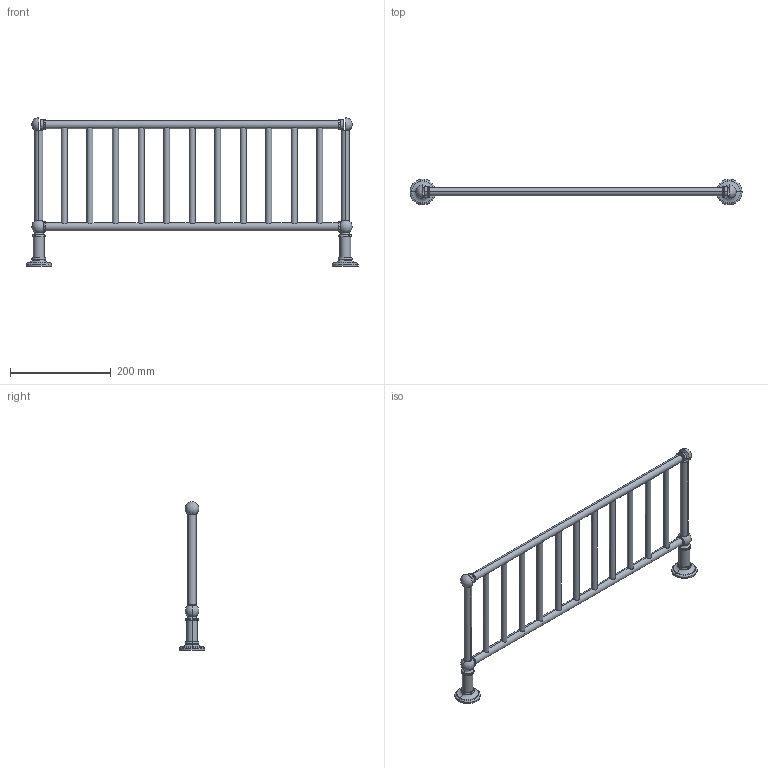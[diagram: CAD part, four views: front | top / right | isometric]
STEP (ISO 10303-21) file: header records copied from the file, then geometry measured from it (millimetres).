
FILE_DESCRIPTION((''),'2;1');
FILE_NAME('4540-24_WEB','2010-09-06T',('project'),(''),'PRO/ENGINEER BY PARAMETRIC TECHNOLOGY CORPORATION, 2009300','PRO/ENGINEER BY PARAMETRIC TECHNOLOGY CORPORATION, 2009300','');
FILE_SCHEMA(('CONFIG_CONTROL_DESIGN'));
Length unit declared in the file: inch
Products named in the file (1): 4540-24_WEB
Bounding box: 660.4 x 50.8 x 295.7 mm (x, y, z)
Surface area: 193006.3 mm2 (no closed solid volume)
Topology: 0 solids, 29 shells, 166 faces, 448 edges, 264 vertices
Faces by surface type: cylinder 78, torus 68, plane 12, sphere 8
Entity records: 5784 total; most frequent: CARTESIAN_POINT 1574, DIRECTION 1024, ORIENTED_EDGE 744, AXIS2_PLACEMENT_3D 462, EDGE_CURVE 440, CIRCLE 296, VERTEX_POINT 264, EDGE_LOOP 166
